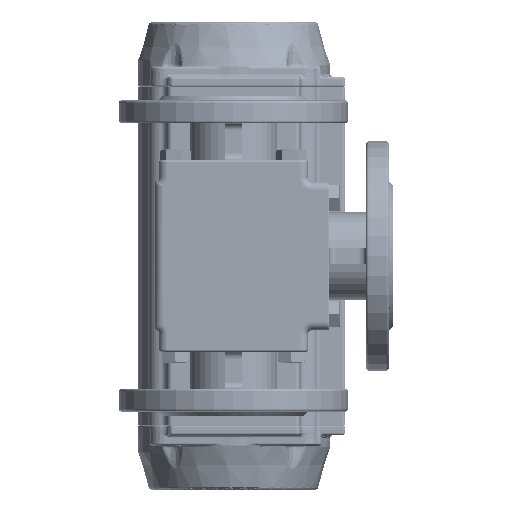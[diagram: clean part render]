
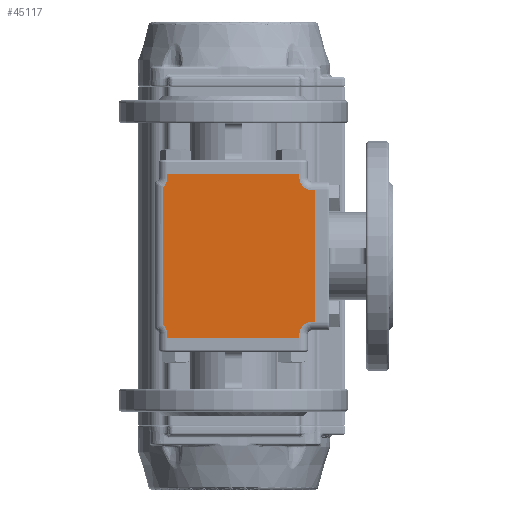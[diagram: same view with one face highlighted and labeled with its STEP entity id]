
A CAD part, front view. The second image highlights one B-rep face of the part: STEP entity #45117.
In plain terms, the highlighted planar face has unit normal (0, -1, 0).
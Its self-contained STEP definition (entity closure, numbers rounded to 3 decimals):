
#4502=LINE('',#64252,#7132);
#4504=LINE('',#64267,#7134);
#4506=LINE('',#64273,#7136);
#4508=LINE('',#64288,#7138);
#4516=LINE('',#64526,#7146);
#4519=LINE('',#64665,#7149);
#4521=LINE('',#64753,#7151);
#4975=LINE('',#70858,#7605);
#4976=LINE('',#70859,#7606);
#4977=LINE('',#70860,#7607);
#7132=VECTOR('',#52663,1000.);
#7134=VECTOR('',#52679,1000.);
#7136=VECTOR('',#52685,1000.);
#7138=VECTOR('',#52701,1000.);
#7146=VECTOR('',#52743,1000.);
#7149=VECTOR('',#52758,1000.);
#7151=VECTOR('',#52774,1000.);
#7605=VECTOR('',#53962,1000.);
#7606=VECTOR('',#53963,1000.);
#7607=VECTOR('',#53964,1000.);
#11260=ORIENTED_EDGE('',*,*,#24607,.F.);
#11261=ORIENTED_EDGE('',*,*,#23737,.T.);
#11262=ORIENTED_EDGE('',*,*,#23741,.T.);
#11263=ORIENTED_EDGE('',*,*,#23744,.T.);
#11264=ORIENTED_EDGE('',*,*,#24608,.F.);
#11265=ORIENTED_EDGE('',*,*,#23785,.T.);
#11266=ORIENTED_EDGE('',*,*,#23782,.T.);
#11267=ORIENTED_EDGE('',*,*,#23777,.T.);
#11268=ORIENTED_EDGE('',*,*,#23772,.T.);
#11269=ORIENTED_EDGE('',*,*,#23767,.T.);
#11270=ORIENTED_EDGE('',*,*,#24609,.F.);
#11271=ORIENTED_EDGE('',*,*,#23727,.T.);
#11272=ORIENTED_EDGE('',*,*,#23731,.T.);
#11273=ORIENTED_EDGE('',*,*,#23734,.T.);
#23727=EDGE_CURVE('',#30670,#30669,#4502,.T.);
#23731=EDGE_CURVE('',#30669,#30673,#35120,.T.);
#23734=EDGE_CURVE('',#30673,#30674,#4504,.T.);
#23737=EDGE_CURVE('',#30678,#30677,#4506,.T.);
#23741=EDGE_CURVE('',#30677,#30681,#35126,.T.);
#23744=EDGE_CURVE('',#30681,#30682,#4508,.T.);
#23767=EDGE_CURVE('',#30700,#30698,#4516,.T.);
#23772=EDGE_CURVE('',#30702,#30700,#35142,.T.);
#23777=EDGE_CURVE('',#30705,#30702,#4519,.T.);
#23782=EDGE_CURVE('',#30708,#30705,#35147,.T.);
#23785=EDGE_CURVE('',#30711,#30708,#4521,.T.);
#24607=EDGE_CURVE('',#30678,#30674,#4975,.T.);
#24608=EDGE_CURVE('',#30711,#30682,#4976,.T.);
#24609=EDGE_CURVE('',#30670,#30698,#4977,.T.);
#30669=VERTEX_POINT('',#64251);
#30670=VERTEX_POINT('',#64253);
#30673=VERTEX_POINT('',#64260);
#30674=VERTEX_POINT('',#64265);
#30677=VERTEX_POINT('',#64272);
#30678=VERTEX_POINT('',#64274);
#30681=VERTEX_POINT('',#64281);
#30682=VERTEX_POINT('',#64286);
#30698=VERTEX_POINT('',#64524);
#30700=VERTEX_POINT('',#64527);
#30702=VERTEX_POINT('',#64553);
#30705=VERTEX_POINT('',#64662);
#30708=VERTEX_POINT('',#64744);
#30711=VERTEX_POINT('',#64751);
#35120=CIRCLE('',#48084,9.);
#35126=CIRCLE('',#48093,9.);
#35142=CIRCLE('',#48117,9.);
#35147=CIRCLE('',#48124,9.);
#37560=EDGE_LOOP('',(#11260,#11261,#11262,#11263,#11264,#11265,#11266,#11267,
#11268,#11269,#11270,#11271,#11272,#11273));
#40913=FACE_BOUND('',#37560,.T.);
#44094=PLANE('',#48493);
#45117=ADVANCED_FACE('',(#40913),#44094,.T.);
#48084=AXIS2_PLACEMENT_3D('',#64261,#52671,#52672);
#48093=AXIS2_PLACEMENT_3D('',#64282,#52693,#52694);
#48117=AXIS2_PLACEMENT_3D('',#64556,#52751,#52752);
#48124=AXIS2_PLACEMENT_3D('',#64747,#52767,#52768);
#48493=AXIS2_PLACEMENT_3D('',#70857,#53960,#53961);
#52663=DIRECTION('',(0.,0.,1.));
#52671=DIRECTION('',(0.,1.,0.));
#52672=DIRECTION('',(0.,0.,-1.));
#52679=DIRECTION('',(1.,0.,0.));
#52685=DIRECTION('',(-1.,0.,0.));
#52693=DIRECTION('',(0.,1.,0.));
#52694=DIRECTION('',(0.,0.,-1.));
#52701=DIRECTION('',(0.,0.,1.));
#52743=DIRECTION('',(0.,0.,-1.));
#52751=DIRECTION('',(0.,1.,0.));
#52752=DIRECTION('',(0.,0.,-1.));
#52758=DIRECTION('',(0.,0.,-1.));
#52767=DIRECTION('',(0.,1.,0.));
#52768=DIRECTION('',(0.,0.,-1.));
#52774=DIRECTION('',(0.,0.,-1.));
#53960=DIRECTION('',(0.,-1.,0.));
#53961=DIRECTION('',(0.,0.,-1.));
#53962=DIRECTION('',(0.,0.,-1.));
#53963=DIRECTION('',(1.,0.,0.));
#53964=DIRECTION('',(-1.,0.,0.));
#64251=CARTESIAN_POINT('',(47.5,0.,-56.5));
#64252=CARTESIAN_POINT('',(47.5,0.,-56.5));
#64253=CARTESIAN_POINT('',(47.5,0.,-59.));
#64260=CARTESIAN_POINT('',(56.5,0.,-47.5));
#64261=CARTESIAN_POINT('',(56.5,0.,-56.5));
#64265=CARTESIAN_POINT('',(59.,0.,-47.5));
#64267=CARTESIAN_POINT('',(59.,0.,-47.5));
#64272=CARTESIAN_POINT('',(56.5,0.,47.5));
#64273=CARTESIAN_POINT('',(56.5,0.,47.5));
#64274=CARTESIAN_POINT('',(59.,0.,47.5));
#64281=CARTESIAN_POINT('',(47.5,0.,56.5));
#64282=CARTESIAN_POINT('',(56.5,0.,56.5));
#64286=CARTESIAN_POINT('',(47.5,0.,59.));
#64288=CARTESIAN_POINT('',(47.5,0.,59.));
#64524=CARTESIAN_POINT('',(-47.5,0.,-59.));
#64526=CARTESIAN_POINT('',(-47.5,0.,0.));
#64527=CARTESIAN_POINT('',(-47.5,0.,-56.5));
#64553=CARTESIAN_POINT('',(-50.5,0.,-49.792));
#64556=CARTESIAN_POINT('',(-56.5,0.,-56.5));
#64662=CARTESIAN_POINT('',(-50.5,0.,49.792));
#64665=CARTESIAN_POINT('',(-50.5,0.,-51.917));
#64744=CARTESIAN_POINT('',(-47.5,0.,56.5));
#64747=CARTESIAN_POINT('',(-56.5,0.,56.5));
#64751=CARTESIAN_POINT('',(-47.5,0.,59.));
#64753=CARTESIAN_POINT('',(-47.5,0.,0.));
#70857=CARTESIAN_POINT('',(0.,0.,0.));
#70858=CARTESIAN_POINT('',(59.,0.,-59.));
#70859=CARTESIAN_POINT('',(59.,0.,59.));
#70860=CARTESIAN_POINT('',(-56.5,0.,-59.));
